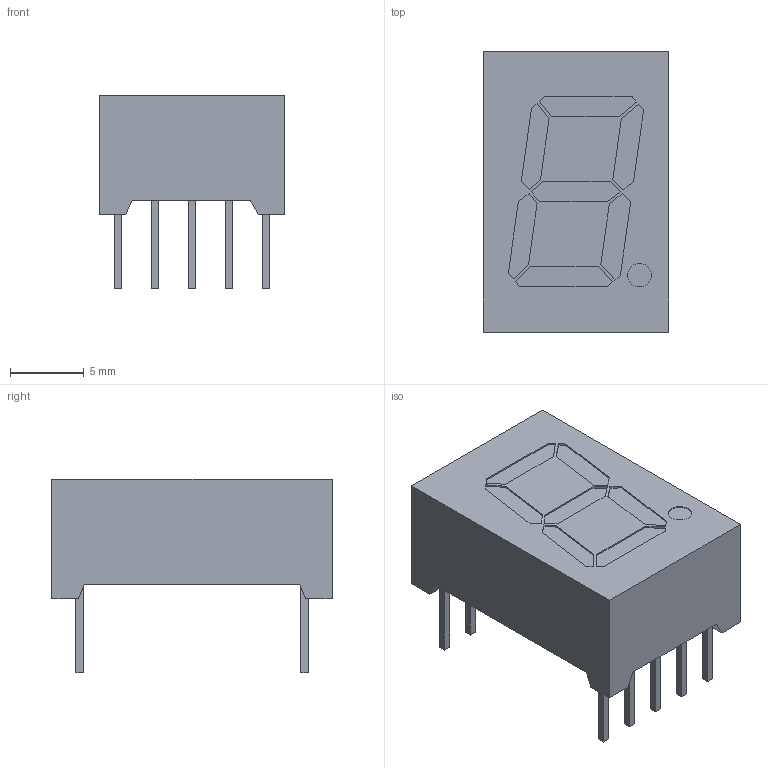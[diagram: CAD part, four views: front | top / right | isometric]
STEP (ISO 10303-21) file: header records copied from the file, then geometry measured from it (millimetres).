
FILE_DESCRIPTION(('FreeCAD Model'),'2;1');
FILE_NAME('Display 7 segmentos.step','2020-05-21T13:57:20',('Author'),(''), 'Open CASCADE STEP processor 7.3','FreeCAD','Unknown');
FILE_SCHEMA(('AUTOMOTIVE_DESIGN { 1 0 10303 214 1 1 1 1 }'));
Length unit declared in the file: millimetre
Products named in the file (1): Display_7_segmentos
Bounding box: 12.6 x 19 x 13.1 mm (x, y, z)
Volume: 1471.8 mm3; surface area: 1187.7 mm2
Topology: 1 solids, 1 shells, 127 faces, 321 edges, 214 vertices
Faces by surface type: plane 126, cylinder 1
Full cylindrical faces by diameter (mm): 1.6 x1
Entity records: 8658 total; most frequent: CARTESIAN_POINT 1461, DIRECTION 1065, LINE 803, VECTOR 803, ORIENTED_EDGE 642, PCURVE 642, DEFINITIONAL_REPRESENTATION 642, EDGE_CURVE 321
